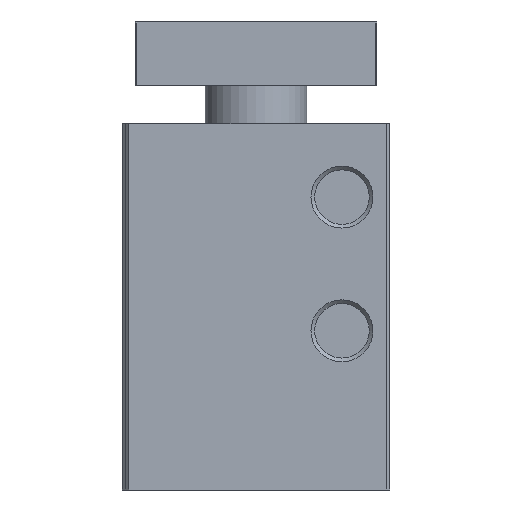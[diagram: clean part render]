
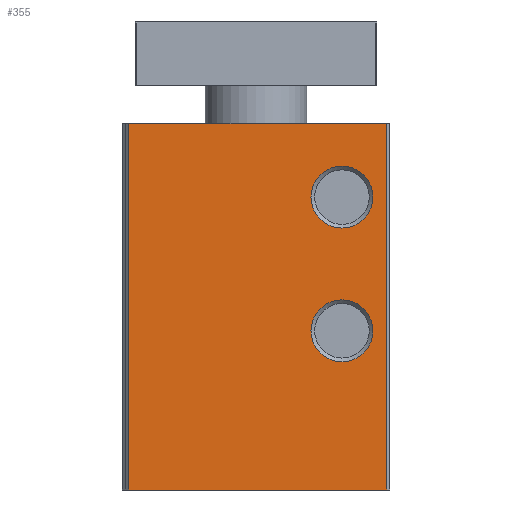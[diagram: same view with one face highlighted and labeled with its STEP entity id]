
A CAD part, front view. The second image highlights one B-rep face of the part: STEP entity #355.
In plain terms, the highlighted planar face has unit normal (0, -1, 0).
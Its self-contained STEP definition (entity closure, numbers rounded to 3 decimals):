
#355 = ADVANCED_FACE( '', ( #871, #872, #873 ), #874, .T. );
#871 = FACE_BOUND( '', #1593, .T. );
#872 = FACE_BOUND( '', #1594, .T. );
#873 = FACE_OUTER_BOUND( '', #1595, .T. );
#874 = PLANE( '', #1596 );
#1593 = EDGE_LOOP( '', ( #3118 ) );
#1594 = EDGE_LOOP( '', ( #3119 ) );
#1595 = EDGE_LOOP( '', ( #3120, #3121, #3122, #3123 ) );
#1596 = AXIS2_PLACEMENT_3D( '', #3124, #3125, #3126 );
#3118 = ORIENTED_EDGE( '', *, *, #4582, .F. );
#3119 = ORIENTED_EDGE( '', *, *, #4579, .F. );
#3120 = ORIENTED_EDGE( '', *, *, #4494, .F. );
#3121 = ORIENTED_EDGE( '', *, *, #4586, .F. );
#3122 = ORIENTED_EDGE( '', *, *, #4351, .T. );
#3123 = ORIENTED_EDGE( '', *, *, #4587, .T. );
#3124 = CARTESIAN_POINT( '', ( -20., -46.5, -57.5 ) );
#3125 = DIRECTION( '', ( 0., -1., 0. ) );
#3126 = DIRECTION( '', ( 0., 0., -1. ) );
#4351 = EDGE_CURVE( '', #5150, #5148, #5151, .T. );
#4494 = EDGE_CURVE( '', #5433, #5435, #5436, .T. );
#4579 = EDGE_CURVE( '', #5552, #5552, #5553, .T. );
#4582 = EDGE_CURVE( '', #5558, #5558, #5559, .T. );
#4586 = EDGE_CURVE( '', #5150, #5433, #5566, .T. );
#4587 = EDGE_CURVE( '', #5148, #5435, #5567, .T. );
#5148 = VERTEX_POINT( '', #6425 );
#5150 = VERTEX_POINT( '', #6428 );
#5151 = LINE( '', #6429, #6430 );
#5433 = VERTEX_POINT( '', #6806 );
#5435 = VERTEX_POINT( '', #6809 );
#5436 = LINE( '', #6810, #6811 );
#5552 = VERTEX_POINT( '', #6984 );
#5553 = CIRCLE( '', #6985, 4.864 );
#5558 = VERTEX_POINT( '', #6990 );
#5559 = CIRCLE( '', #6991, 4.864 );
#5566 = LINE( '', #6998, #6999 );
#5567 = LINE( '', #7000, #7001 );
#6425 = CARTESIAN_POINT( '', ( 20.5, -46.5, -57.5 ) );
#6428 = CARTESIAN_POINT( '', ( -20., -46.5, -57.5 ) );
#6429 = CARTESIAN_POINT( '', ( -20., -46.5, -57.5 ) );
#6430 = VECTOR( '', #8046, 1000. );
#6806 = CARTESIAN_POINT( '', ( -20., -46.5, 0. ) );
#6809 = CARTESIAN_POINT( '', ( 20.5, -46.5, 0. ) );
#6810 = CARTESIAN_POINT( '', ( -20., -46.5, 0. ) );
#6811 = VECTOR( '', #8283, 1000. );
#6984 = CARTESIAN_POINT( '', ( 13.5, -46.5, -16.364 ) );
#6985 = AXIS2_PLACEMENT_3D( '', #8422, #8423, #8424 );
#6990 = CARTESIAN_POINT( '', ( 13.5, -46.5, -37.364 ) );
#6991 = AXIS2_PLACEMENT_3D( '', #8431, #8432, #8433 );
#6998 = CARTESIAN_POINT( '', ( -20., -46.5, -57.5 ) );
#6999 = VECTOR( '', #8443, 1000. );
#7000 = CARTESIAN_POINT( '', ( 20.5, -46.5, -57.5 ) );
#7001 = VECTOR( '', #8444, 1000. );
#8046 = DIRECTION( '', ( 1., 0., 0. ) );
#8283 = DIRECTION( '', ( 1., 0., 0. ) );
#8422 = CARTESIAN_POINT( '', ( 13.5, -46.5, -11.5 ) );
#8423 = DIRECTION( '', ( 0., -1., 0. ) );
#8424 = DIRECTION( '', ( 0., 0., -1. ) );
#8431 = CARTESIAN_POINT( '', ( 13.5, -46.5, -32.5 ) );
#8432 = DIRECTION( '', ( 0., -1., 0. ) );
#8433 = DIRECTION( '', ( 0., 0., -1. ) );
#8443 = DIRECTION( '', ( 0., 0., 1. ) );
#8444 = DIRECTION( '', ( 0., 0., 1. ) );
